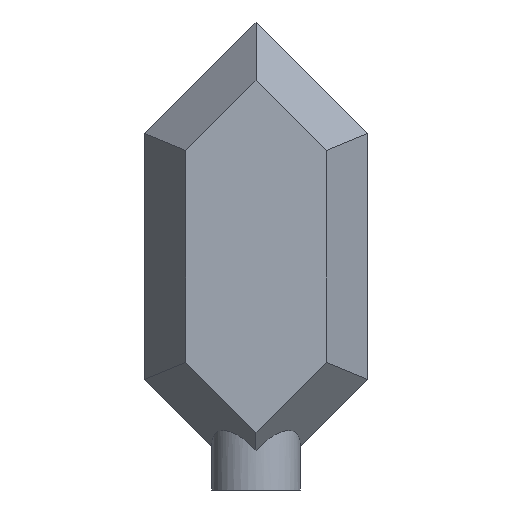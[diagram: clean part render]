
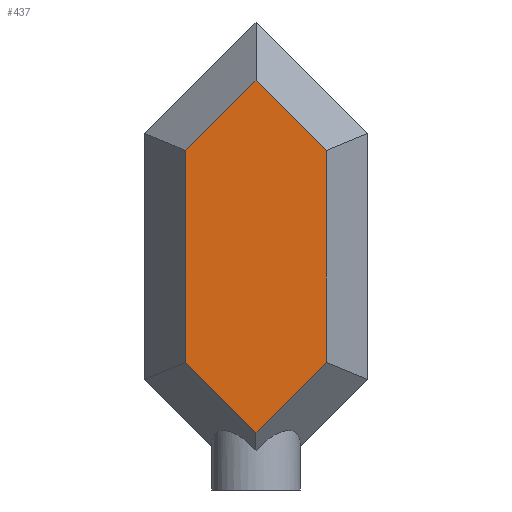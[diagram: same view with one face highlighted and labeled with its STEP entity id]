
A CAD part, front view. The second image highlights one B-rep face of the part: STEP entity #437.
In plain terms, the highlighted planar face has unit normal (0, -1, 0).
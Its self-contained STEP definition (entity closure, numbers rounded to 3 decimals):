
#176=CARTESIAN_POINT('',(0.,-9.92,9.));
#177=VERTEX_POINT('',#176);
#184=CARTESIAN_POINT('',(-11.,-9.92,20.));
#185=VERTEX_POINT('',#184);
#186=CARTESIAN_POINT('',(-11.,-9.92,20.));
#187=DIRECTION('',(0.707,-0.,-0.707));
#188=VECTOR('',#187,15.556);
#189=LINE('',#186,#188);
#190=EDGE_CURVE('',#185,#177,#189,.T.);
#222=CARTESIAN_POINT('',(11.,-9.92,20.));
#223=VERTEX_POINT('',#222);
#230=CARTESIAN_POINT('',(0.,-9.92,9.));
#231=DIRECTION('',(0.707,0.,0.707));
#232=VECTOR('',#231,15.556);
#233=LINE('',#230,#232);
#234=EDGE_CURVE('',#177,#223,#233,.T.);
#314=CARTESIAN_POINT('',(11.,-9.92,53.2));
#315=VERTEX_POINT('',#314);
#316=CARTESIAN_POINT('',(11.,-9.92,20.));
#317=DIRECTION('',(-0.,0.,1.));
#318=VECTOR('',#317,33.2);
#319=LINE('',#316,#318);
#320=EDGE_CURVE('',#223,#315,#319,.T.);
#345=CARTESIAN_POINT('',(0.,-9.92,64.2));
#346=VERTEX_POINT('',#345);
#347=CARTESIAN_POINT('',(0.,-9.92,64.2));
#348=DIRECTION('',(0.707,-0.,-0.707));
#349=VECTOR('',#348,15.556);
#350=LINE('',#347,#349);
#351=EDGE_CURVE('',#346,#315,#350,.T.);
#376=CARTESIAN_POINT('',(-11.,-9.92,53.2));
#377=VERTEX_POINT('',#376);
#378=CARTESIAN_POINT('',(0.,-9.92,64.2));
#379=DIRECTION('',(-0.707,-0.,-0.707));
#380=VECTOR('',#379,15.556);
#381=LINE('',#378,#380);
#382=EDGE_CURVE('',#346,#377,#381,.T.);
#407=CARTESIAN_POINT('',(-11.,-9.92,53.2));
#408=DIRECTION('',(0.,-0.,-1.));
#409=VECTOR('',#408,33.2);
#410=LINE('',#407,#409);
#411=EDGE_CURVE('',#377,#185,#410,.T.);
#424=CARTESIAN_POINT('',(-0.,-9.92,148.6));
#425=DIRECTION('',(0.,-1.,0.));
#426=DIRECTION('',(0.,-0.,-1.));
#427=AXIS2_PLACEMENT_3D('',#424,#425,#426);
#428=PLANE('',#427);
#429=ORIENTED_EDGE('',*,*,#320,.T.);
#430=ORIENTED_EDGE('',*,*,#351,.F.);
#431=ORIENTED_EDGE('',*,*,#382,.T.);
#432=ORIENTED_EDGE('',*,*,#411,.T.);
#433=ORIENTED_EDGE('',*,*,#190,.T.);
#434=ORIENTED_EDGE('',*,*,#234,.T.);
#435=EDGE_LOOP('',(#429,#430,#431,#432,#433,#434));
#436=FACE_BOUND('',#435,.T.);
#437=ADVANCED_FACE('',(#436),#428,.T.);
